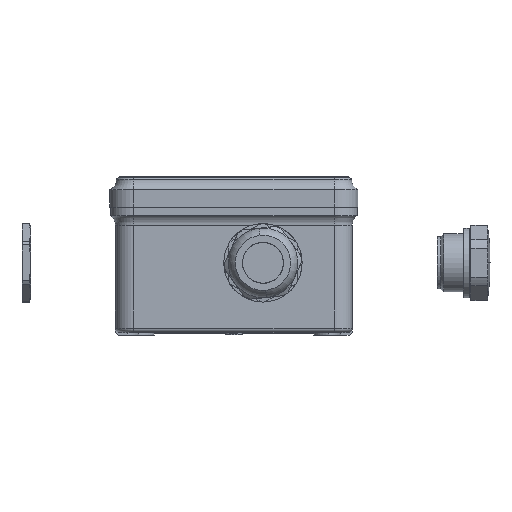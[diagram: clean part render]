
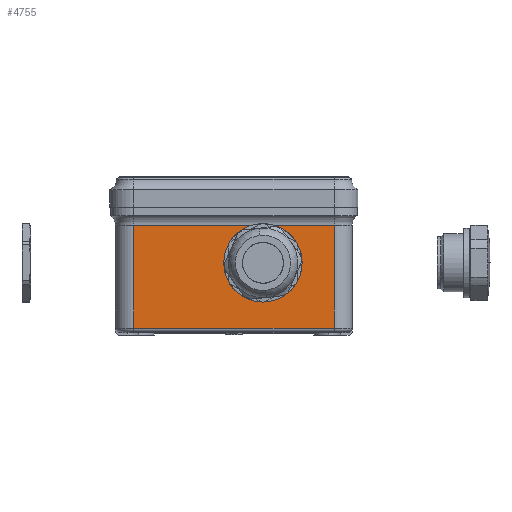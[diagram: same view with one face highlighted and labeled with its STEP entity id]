
A CAD part, left-side view. The second image highlights one B-rep face of the part: STEP entity #4755.
In plain terms, the highlighted planar face has unit normal (-1, 0, 0).
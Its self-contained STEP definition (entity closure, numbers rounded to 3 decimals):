
#1028 = ORIENTED_EDGE ( 'NONE', *, *, #134943, .T. ) ;
#1532 = CARTESIAN_POINT ( 'NONE',  ( -40.8, -34.5, -41.7 ) ) ;
#4755 = ADVANCED_FACE ( 'NONE', ( #139976, #126188 ), #40957, .T. ) ;
#5665 = CARTESIAN_POINT ( 'NONE',  ( -40.8, -20.1, -19.2 ) ) ;
#7543 = EDGE_LOOP ( 'NONE', ( #83125, #97902, #17272, #54655 ) ) ;
#8942 = AXIS2_PLACEMENT_3D ( 'NONE', #61086, #95788, #82836 ) ;
#10858 = DIRECTION ( 'NONE',  ( 0., 0., -1. ) ) ;
#11076 = LINE ( 'NONE', #1532, #104021 ) ;
#13136 = CIRCLE ( 'NONE', #70343, 10.1 ) ;
#17272 = ORIENTED_EDGE ( 'NONE', *, *, #111226, .F. ) ;
#17944 = EDGE_CURVE ( 'NONE', #39280, #127970, #95740, .T. ) ;
#19424 = DIRECTION ( 'NONE',  ( 0., 0., 1. ) ) ;
#20256 = EDGE_CURVE ( 'NONE', #127970, #95449, #11076, .T. ) ;
#24103 = VERTEX_POINT ( 'NONE', #66955 ) ;
#24437 = EDGE_CURVE ( 'NONE', #78829, #39280, #94719, .T. ) ;
#31838 = ORIENTED_EDGE ( 'NONE', *, *, #138336, .T. ) ;
#34202 = DIRECTION ( 'NONE',  ( 0., 0., -1. ) ) ;
#35069 = DIRECTION ( 'NONE',  ( 0., -1., 0. ) ) ;
#39280 = VERTEX_POINT ( 'NONE', #49623 ) ;
#40957 = PLANE ( 'NONE',  #142395 ) ;
#42395 = CARTESIAN_POINT ( 'NONE',  ( -40.8, -34.5, 120.208 ) ) ;
#43362 = CARTESIAN_POINT ( 'NONE',  ( -40.8, 34.5, 120.208 ) ) ;
#49623 = CARTESIAN_POINT ( 'NONE',  ( -40.8, 34.5, -6.273 ) ) ;
#53000 = VECTOR ( 'NONE', #10858, 1000. ) ;
#54655 = ORIENTED_EDGE ( 'NONE', *, *, #24437, .T. ) ;
#59165 = EDGE_LOOP ( 'NONE', ( #1028, #31838 ) ) ;
#61086 = CARTESIAN_POINT ( 'NONE',  ( -40.8, -10., -19.2 ) ) ;
#62321 = VERTEX_POINT ( 'NONE', #5665 ) ;
#66955 = CARTESIAN_POINT ( 'NONE',  ( -40.8, 0.1, -19.2 ) ) ;
#67473 = CIRCLE ( 'NONE', #8942, 10.1 ) ;
#70343 = AXIS2_PLACEMENT_3D ( 'NONE', #100166, #132324, #142428 ) ;
#74230 = DIRECTION ( 'NONE',  ( -1., 0., 0. ) ) ;
#78829 = VERTEX_POINT ( 'NONE', #91519 ) ;
#82836 = DIRECTION ( 'NONE',  ( 0., 1., 0. ) ) ;
#83125 = ORIENTED_EDGE ( 'NONE', *, *, #17944, .T. ) ;
#84416 = VECTOR ( 'NONE', #124734, 1000. ) ;
#91519 = CARTESIAN_POINT ( 'NONE',  ( -40.8, -34.5, -6.273 ) ) ;
#94719 = LINE ( 'NONE', #102684, #84416 ) ;
#95449 = VERTEX_POINT ( 'NONE', #95884 ) ;
#95740 = LINE ( 'NONE', #43362, #114567 ) ;
#95788 = DIRECTION ( 'NONE',  ( 1., 0., 0. ) ) ;
#95884 = CARTESIAN_POINT ( 'NONE',  ( -40.8, -34.5, -41.7 ) ) ;
#97902 = ORIENTED_EDGE ( 'NONE', *, *, #20256, .T. ) ;
#100166 = CARTESIAN_POINT ( 'NONE',  ( -40.8, -10., -19.2 ) ) ;
#102684 = CARTESIAN_POINT ( 'NONE',  ( -40.8, 34.5, -6.273 ) ) ;
#104021 = VECTOR ( 'NONE', #35069, 1000. ) ;
#107715 = CARTESIAN_POINT ( 'NONE',  ( -40.8, 34.5, -41.7 ) ) ;
#111226 = EDGE_CURVE ( 'NONE', #78829, #95449, #111522, .T. ) ;
#111522 = LINE ( 'NONE', #129583, #53000 ) ;
#114567 = VECTOR ( 'NONE', #34202, 1000. ) ;
#124734 = DIRECTION ( 'NONE',  ( 0., 1., 0. ) ) ;
#126188 = FACE_OUTER_BOUND ( 'NONE', #7543, .T. ) ;
#127970 = VERTEX_POINT ( 'NONE', #107715 ) ;
#129583 = CARTESIAN_POINT ( 'NONE',  ( -40.8, -34.5, 120.208 ) ) ;
#132324 = DIRECTION ( 'NONE',  ( 1., 0., 0. ) ) ;
#134943 = EDGE_CURVE ( 'NONE', #62321, #24103, #13136, .T. ) ;
#138336 = EDGE_CURVE ( 'NONE', #24103, #62321, #67473, .T. ) ;
#139976 = FACE_BOUND ( 'NONE', #59165, .T. ) ;
#142395 = AXIS2_PLACEMENT_3D ( 'NONE', #42395, #74230, #19424 ) ;
#142428 = DIRECTION ( 'NONE',  ( 0., 1., 0. ) ) ;
